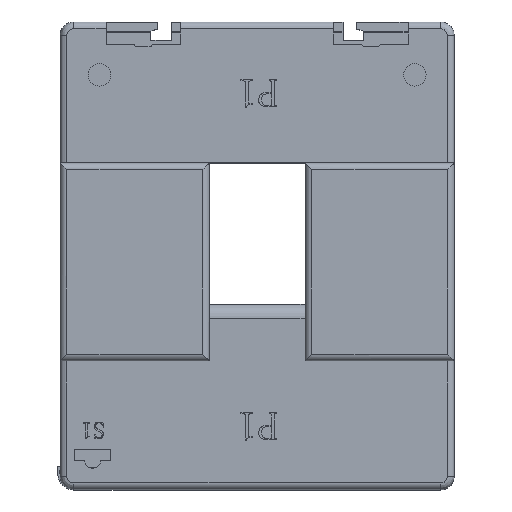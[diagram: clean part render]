
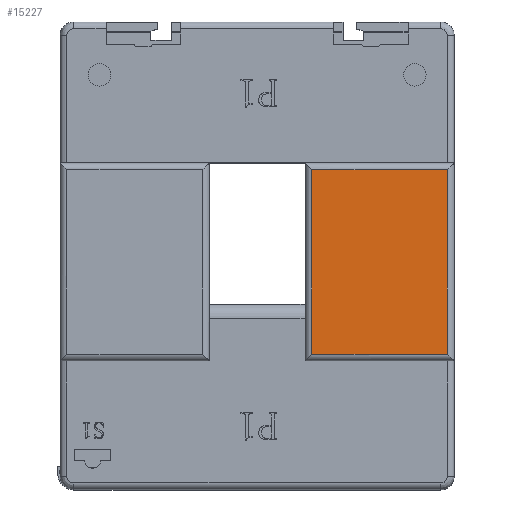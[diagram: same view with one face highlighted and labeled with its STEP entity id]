
A CAD part, top view. The second image highlights one B-rep face of the part: STEP entity #15227.
In plain terms, the highlighted face is planar.
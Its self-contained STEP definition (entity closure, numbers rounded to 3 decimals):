
#1064=LINE('',#24628,#2882);
#1067=LINE('',#24637,#2885);
#1068=LINE('',#24642,#2886);
#1070=LINE('',#24645,#2888);
#2882=VECTOR('',#17818,1000.);
#2885=VECTOR('',#17827,1000.);
#2886=VECTOR('',#17832,1000.);
#2888=VECTOR('',#17836,1000.);
#4537=FACE_OUTER_BOUND('',#5381,.T.);
#5381=EDGE_LOOP('',(#11378,#11379,#11380,#11381));
#6626=VERTEX_POINT('',#24625);
#6627=VERTEX_POINT('',#24627);
#6629=VERTEX_POINT('',#24633);
#6632=VERTEX_POINT('',#24640);
#8327=EDGE_CURVE('',#6627,#6626,#1064,.T.);
#8332=EDGE_CURVE('',#6629,#6627,#1067,.T.);
#8334=EDGE_CURVE('',#6626,#6632,#1068,.T.);
#8336=EDGE_CURVE('',#6632,#6629,#1070,.T.);
#11378=ORIENTED_EDGE('',*,*,#8332,.T.);
#11379=ORIENTED_EDGE('',*,*,#8327,.T.);
#11380=ORIENTED_EDGE('',*,*,#8334,.T.);
#11381=ORIENTED_EDGE('',*,*,#8336,.T.);
#14525=PLANE('',#16140);
#15227=ADVANCED_FACE('',(#4537),#14525,.F.);
#16140=AXIS2_PLACEMENT_3D('',#24984,#18122,#18123);
#17818=DIRECTION('',(1.,0.,0.));
#17827=DIRECTION('',(0.,1.,0.));
#17832=DIRECTION('',(0.,-1.,0.));
#17836=DIRECTION('',(-1.,0.,0.));
#18122=DIRECTION('center_axis',(0.,0.,1.));
#18123=DIRECTION('ref_axis',(1.,0.,0.));
#24625=CARTESIAN_POINT('',(-12.1,34.65,0.));
#24627=CARTESIAN_POINT('',(-42.1,34.65,0.));
#24628=CARTESIAN_POINT('',(43.6,34.65,0.));
#24633=CARTESIAN_POINT('',(-42.1,-6.15,0.));
#24637=CARTESIAN_POINT('',(-42.1,-36.15,0.));
#24640=CARTESIAN_POINT('',(-12.1,-6.15,0.));
#24642=CARTESIAN_POINT('',(-12.1,-36.15,0.));
#24645=CARTESIAN_POINT('',(43.6,-6.15,0.));
#24984=CARTESIAN_POINT('Origin',(43.6,-36.15,0.));
